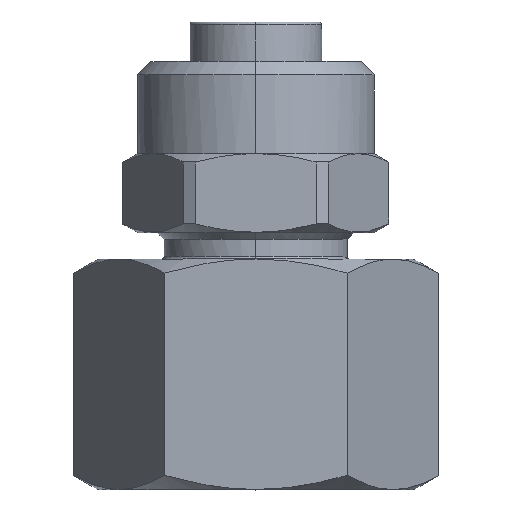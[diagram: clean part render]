
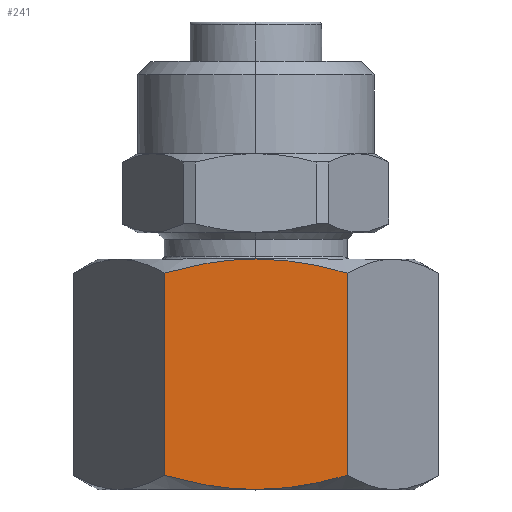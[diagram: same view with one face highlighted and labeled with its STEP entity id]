
A CAD part, top view. The second image highlights one B-rep face of the part: STEP entity #241.
In plain terms, the highlighted planar face has unit normal (0, 0, 1).
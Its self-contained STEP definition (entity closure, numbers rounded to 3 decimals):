
#27=PLANE('',#1922);
#241=ADVANCED_FACE('',(#317),#27,.T.);
#317=FACE_OUTER_BOUND('',#397,.T.);
#397=EDGE_LOOP('',(#658,#659,#660,#661,#662,#663));
#658=ORIENTED_EDGE('',*,*,#995,.T.);
#659=ORIENTED_EDGE('',*,*,#996,.F.);
#660=ORIENTED_EDGE('',*,*,#997,.F.);
#661=ORIENTED_EDGE('',*,*,#994,.F.);
#662=ORIENTED_EDGE('',*,*,#998,.T.);
#663=ORIENTED_EDGE('',*,*,#999,.T.);
#994=EDGE_CURVE('',#1669,#1667,#1364,.T.);
#995=EDGE_CURVE('',#1670,#1668,#1365,.T.);
#996=EDGE_CURVE('',#1666,#1668,#1366,.T.);
#997=EDGE_CURVE('',#1667,#1666,#1367,.T.);
#998=EDGE_CURVE('',#1669,#1671,#1368,.T.);
#999=EDGE_CURVE('',#1671,#1670,#1369,.T.);
#1364=B_SPLINE_CURVE_WITH_KNOTS('',1,(#4227,#4228),.UNSPECIFIED.,.F.,.F.,
(2,2),(-15.356,0.),.UNSPECIFIED.);
#1365=B_SPLINE_CURVE_WITH_KNOTS('',1,(#4229,#4230),.UNSPECIFIED.,.F.,.F.,
(2,2),(-15.356,0.),.UNSPECIFIED.);
#1366=B_SPLINE_CURVE_WITH_KNOTS('',3,(#4231,#4232,#4233,#4234,#4235,#4236,
#4237,#4238),.UNSPECIFIED.,.F.,.F.,(4,2,2,4),(0.019,0.021,
0.023,0.026),.UNSPECIFIED.);
#1367=B_SPLINE_CURVE_WITH_KNOTS('',3,(#4239,#4240,#4241,#4242,#4243,#4244),
 .UNSPECIFIED.,.F.,.F.,(4,2,4),(0.012,0.016,0.019),
 .UNSPECIFIED.);
#1368=B_SPLINE_CURVE_WITH_KNOTS('',3,(#4245,#4246,#4247,#4248,#4249,#4250),
 .UNSPECIFIED.,.F.,.F.,(4,2,4),(-0.045,-0.041,
-0.038),.UNSPECIFIED.);
#1369=B_SPLINE_CURVE_WITH_KNOTS('',3,(#4251,#4252,#4253,#4254,#4255,#4256,
#4257,#4258),.UNSPECIFIED.,.F.,.F.,(4,2,2,4),(-0.038,-0.036,
-0.034,-0.031),.UNSPECIFIED.);
#1666=VERTEX_POINT('',#4221);
#1667=VERTEX_POINT('',#4222);
#1668=VERTEX_POINT('',#4223);
#1669=VERTEX_POINT('',#4224);
#1670=VERTEX_POINT('',#4225);
#1671=VERTEX_POINT('',#4226);
#1922=AXIS2_PLACEMENT_3D('',#4220,#1943,$);
#1943=DIRECTION('',(0.,0.,1.));
#4220=CARTESIAN_POINT('',(18.512,-1.751,12.));
#4221=CARTESIAN_POINT('',(26.827,17.5,12.));
#4222=CARTESIAN_POINT('',(19.899,16.428,12.));
#4223=CARTESIAN_POINT('',(33.755,16.428,12.));
#4224=CARTESIAN_POINT('',(19.899,1.072,12.));
#4225=CARTESIAN_POINT('',(33.755,1.072,12.));
#4226=CARTESIAN_POINT('',(26.827,0.,12.));
#4227=CARTESIAN_POINT('',(19.899,1.072,12.));
#4228=CARTESIAN_POINT('',(19.899,16.428,12.));
#4229=CARTESIAN_POINT('',(33.755,1.072,12.));
#4230=CARTESIAN_POINT('',(33.755,16.428,12.));
#4231=CARTESIAN_POINT('',(26.827,17.5,12.));
#4232=CARTESIAN_POINT('',(27.413,17.5,12.));
#4233=CARTESIAN_POINT('',(28.001,17.475,12.));
#4234=CARTESIAN_POINT('',(29.18,17.376,12.));
#4235=CARTESIAN_POINT('',(29.765,17.303,12.));
#4236=CARTESIAN_POINT('',(31.5,17.021,12.));
#4237=CARTESIAN_POINT('',(32.635,16.752,12.));
#4238=CARTESIAN_POINT('',(33.755,16.428,12.));
#4239=CARTESIAN_POINT('',(19.899,16.428,12.));
#4240=CARTESIAN_POINT('',(21.026,16.754,12.));
#4241=CARTESIAN_POINT('',(22.18,17.026,12.));
#4242=CARTESIAN_POINT('',(24.493,17.399,12.));
#4243=CARTESIAN_POINT('',(25.656,17.5,12.));
#4244=CARTESIAN_POINT('',(26.827,17.5,12.));
#4245=CARTESIAN_POINT('',(19.899,1.072,12.));
#4246=CARTESIAN_POINT('',(21.026,0.746,12.));
#4247=CARTESIAN_POINT('',(22.18,0.474,12.));
#4248=CARTESIAN_POINT('',(24.493,0.101,12.));
#4249=CARTESIAN_POINT('',(25.656,0.,12.));
#4250=CARTESIAN_POINT('',(26.827,0.,12.));
#4251=CARTESIAN_POINT('',(26.827,0.,12.));
#4252=CARTESIAN_POINT('',(27.413,0.,12.));
#4253=CARTESIAN_POINT('',(28.001,0.025,12.));
#4254=CARTESIAN_POINT('',(29.18,0.124,12.));
#4255=CARTESIAN_POINT('',(29.765,0.197,12.));
#4256=CARTESIAN_POINT('',(31.5,0.479,12.));
#4257=CARTESIAN_POINT('',(32.635,0.748,12.));
#4258=CARTESIAN_POINT('',(33.755,1.072,12.));
